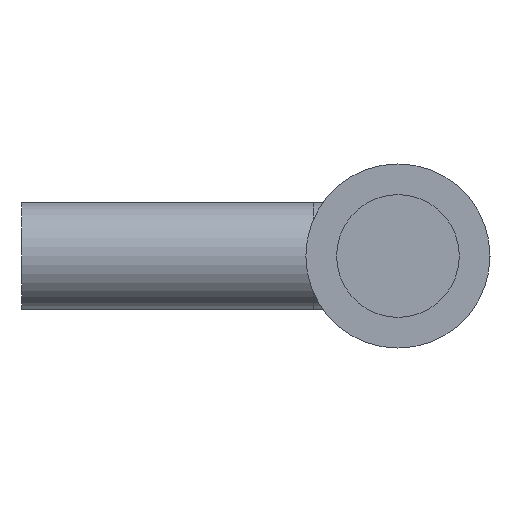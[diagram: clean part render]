
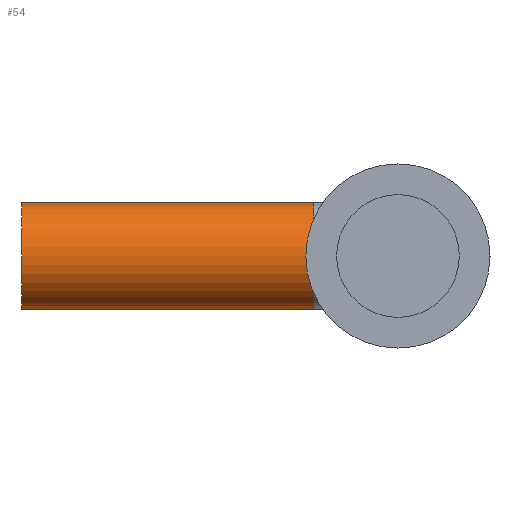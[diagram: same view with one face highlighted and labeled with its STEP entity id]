
A CAD part, left-side view. The second image highlights one B-rep face of the part: STEP entity #54.
In plain terms, the highlighted cylindrical face has radius 1.75 mm (diameter 3.5 mm), a partial arc.
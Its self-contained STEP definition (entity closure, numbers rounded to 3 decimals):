
#2 = EDGE_CURVE ( 'NONE', #325, #337, #58, .T. ) ;
#5 = EDGE_CURVE ( 'NONE', #351, #352, #617, .T. ) ;
#14 = EDGE_CURVE ( 'NONE', #337, #351, #132, .T. ) ;
#19 = EDGE_CURVE ( 'NONE', #336, #352, #50, .T. ) ;
#50 = CIRCLE ( 'NONE', #431, 1.75 ) ;
#54 = ADVANCED_FACE ( 'NONE', ( #485 ), #464, .T. ) ;
#58 = CIRCLE ( 'NONE', #446, 1.75 ) ;
#129 = EDGE_CURVE ( 'NONE', #325, #336, #194, .T. ) ;
#132 = CIRCLE ( 'NONE', #486, 1.75 ) ;
#152 = DIRECTION ( 'NONE',  ( 0., 0., 1. ) ) ;
#153 = DIRECTION ( 'NONE',  ( 0., 1., 0. ) ) ;
#154 = CARTESIAN_POINT ( 'NONE',  ( 145.25, 12.25, 0. ) ) ;
#167 = DIRECTION ( 'NONE',  ( 0., 0., 1. ) ) ;
#168 = DIRECTION ( 'NONE',  ( 0., 1., 0. ) ) ;
#169 = CARTESIAN_POINT ( 'NONE',  ( 145.25, 2.75, 0. ) ) ;
#194 = LINE ( 'NONE', #195, #688 ) ;
#195 = CARTESIAN_POINT ( 'NONE',  ( 145.25, 2.75, -1.75 ) ) ;
#196 = DIRECTION ( 'NONE',  ( 0., 1., 0. ) ) ;
#197 = CARTESIAN_POINT ( 'NONE',  ( 145.25, 2.75, -1.75 ) ) ;
#208 = CARTESIAN_POINT ( 'NONE',  ( 145.25, 12.25, -1.75 ) ) ;
#209 = CARTESIAN_POINT ( 'NONE',  ( 143.5, 2.75, 0. ) ) ;
#217 = CARTESIAN_POINT ( 'NONE',  ( 145.25, 2.75, 1.75 ) ) ;
#218 = CARTESIAN_POINT ( 'NONE',  ( 145.25, 12.25, 1.75 ) ) ;
#278 = CARTESIAN_POINT ( 'NONE',  ( 145.25, 2.75, 0. ) ) ;
#280 = DIRECTION ( 'NONE',  ( 0., 1., 0. ) ) ;
#283 = DIRECTION ( 'NONE',  ( 0., 0., 1. ) ) ;
#325 = VERTEX_POINT ( 'NONE', #197 ) ;
#336 = VERTEX_POINT ( 'NONE', #208 ) ;
#337 = VERTEX_POINT ( 'NONE', #209 ) ;
#351 = VERTEX_POINT ( 'NONE', #217 ) ;
#352 = VERTEX_POINT ( 'NONE', #218 ) ;
#431 = AXIS2_PLACEMENT_3D ( 'NONE', #154, #153, #152 ) ;
#443 = VECTOR ( 'NONE', #615, 1000. ) ;
#446 = AXIS2_PLACEMENT_3D ( 'NONE', #584, #576, #588 ) ;
#464 = CYLINDRICAL_SURFACE ( 'NONE', #483, 1.75 ) ;
#483 = AXIS2_PLACEMENT_3D ( 'NONE', #278, #280, #283 ) ;
#485 = FACE_OUTER_BOUND ( 'NONE', #570, .T. ) ;
#486 = AXIS2_PLACEMENT_3D ( 'NONE', #169, #168, #167 ) ;
#570 = EDGE_LOOP ( 'NONE', ( #761, #745, #741, #748, #759 ) ) ;
#576 = DIRECTION ( 'NONE',  ( 0., 1., 0. ) ) ;
#584 = CARTESIAN_POINT ( 'NONE',  ( 145.25, 2.75, 0. ) ) ;
#588 = DIRECTION ( 'NONE',  ( 0., 0., 1. ) ) ;
#609 = CARTESIAN_POINT ( 'NONE',  ( 145.25, 2.75, 1.75 ) ) ;
#615 = DIRECTION ( 'NONE',  ( 0., 1., 0. ) ) ;
#617 = LINE ( 'NONE', #609, #443 ) ;
#688 = VECTOR ( 'NONE', #196, 1000. ) ;
#741 = ORIENTED_EDGE ( 'NONE', *, *, #14, .T. ) ;
#745 = ORIENTED_EDGE ( 'NONE', *, *, #2, .T. ) ;
#748 = ORIENTED_EDGE ( 'NONE', *, *, #5, .T. ) ;
#759 = ORIENTED_EDGE ( 'NONE', *, *, #19, .F. ) ;
#761 = ORIENTED_EDGE ( 'NONE', *, *, #129, .F. ) ;
